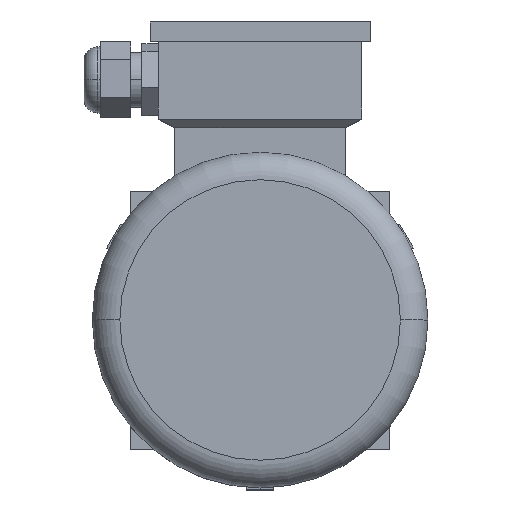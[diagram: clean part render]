
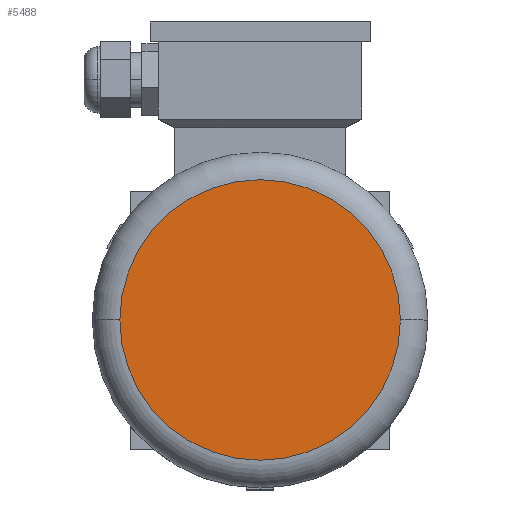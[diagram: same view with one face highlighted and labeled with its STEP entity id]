
A CAD part, top view. The second image highlights one B-rep face of the part: STEP entity #5488.
In plain terms, the highlighted planar face has unit normal (0, 0, 1).
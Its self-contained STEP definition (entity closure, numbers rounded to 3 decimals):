
#190 = PLANE ( 'NONE',  #3047 ) ;
#406 = DIRECTION ( 'NONE',  ( 0., 0., 1. ) ) ;
#426 = CARTESIAN_POINT ( 'NONE',  ( 0., 0., 61. ) ) ;
#947 = DIRECTION ( 'NONE',  ( 1., 0., 0. ) ) ;
#1016 = EDGE_CURVE ( 'NONE', #3820, #2681, #4842, .T. ) ;
#1101 = CARTESIAN_POINT ( 'NONE',  ( 51., 0., 61. ) ) ;
#2307 = DIRECTION ( 'NONE',  ( 1., 0., 0. ) ) ;
#2681 = VERTEX_POINT ( 'NONE', #6226 ) ;
#3047 = AXIS2_PLACEMENT_3D ( 'NONE', #3328, #5435, #2307 ) ;
#3328 = CARTESIAN_POINT ( 'NONE',  ( 0., 0., 61. ) ) ;
#3534 = CARTESIAN_POINT ( 'NONE',  ( 0., 0., 61. ) ) ;
#3820 = VERTEX_POINT ( 'NONE', #1101 ) ;
#4058 = DIRECTION ( 'NONE',  ( 1., 0., 0. ) ) ;
#4087 = DIRECTION ( 'NONE',  ( 0., 0., 1. ) ) ;
#4240 = FACE_OUTER_BOUND ( 'NONE', #5040, .T. ) ;
#4809 = ORIENTED_EDGE ( 'NONE', *, *, #6352, .T. ) ;
#4842 = CIRCLE ( 'NONE', #6376, 51. ) ;
#4891 = CIRCLE ( 'NONE', #5451, 51. ) ;
#5040 = EDGE_LOOP ( 'NONE', ( #6031, #4809 ) ) ;
#5435 = DIRECTION ( 'NONE',  ( 0., 0., 1. ) ) ;
#5451 = AXIS2_PLACEMENT_3D ( 'NONE', #426, #4087, #947 ) ;
#5488 = ADVANCED_FACE ( 'NONE', ( #4240 ), #190, .T. ) ;
#6031 = ORIENTED_EDGE ( 'NONE', *, *, #1016, .T. ) ;
#6226 = CARTESIAN_POINT ( 'NONE',  ( -51., 0., 61. ) ) ;
#6352 = EDGE_CURVE ( 'NONE', #2681, #3820, #4891, .T. ) ;
#6376 = AXIS2_PLACEMENT_3D ( 'NONE', #3534, #406, #4058 ) ;
